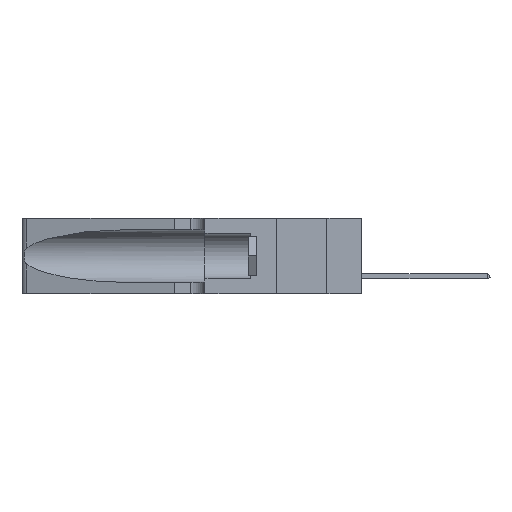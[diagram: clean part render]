
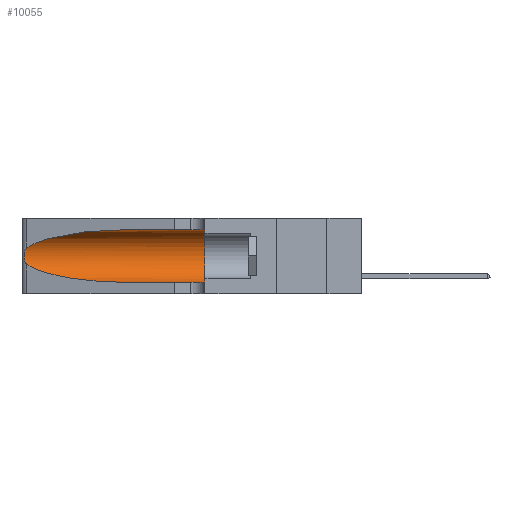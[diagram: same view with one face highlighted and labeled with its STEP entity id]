
A CAD part, left-side view. The second image highlights one B-rep face of the part: STEP entity #10055.
In plain terms, the highlighted cylindrical face has radius 3.308 mm (diameter 6.617 mm), a partial arc.
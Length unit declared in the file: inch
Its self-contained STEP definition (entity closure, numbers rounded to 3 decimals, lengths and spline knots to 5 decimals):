
#855 = DIRECTION ( 'NONE',  ( 0., -1., 0. ) ) ;
#1567 = CARTESIAN_POINT ( 'NONE',  ( 0.25487, 1.22718, 0.22369 ) ) ;
#1708 = CARTESIAN_POINT ( 'NONE',  ( 0.18966, 0.96281, 0.31525 ) ) ;
#1880 = CARTESIAN_POINT ( 'NONE',  ( 0.26017, 1.23833, 0.17102 ) ) ;
#1945 = VERTEX_POINT ( 'NONE', #5898 ) ;
#2099 = EDGE_CURVE ( 'NONE', #5595, #19428, #26725, .T. ) ;
#5145 = DIRECTION ( 'NONE',  ( 0., 1., 0. ) ) ;
#5289 = LINE ( 'NONE', #24870, #8783 ) ;
#5356 = AXIS2_PLACEMENT_3D ( 'NONE', #33874, #5145, #37047 ) ;
#5423 = VERTEX_POINT ( 'NONE', #39990 ) ;
#5499 = CARTESIAN_POINT ( 'NONE',  ( 0.25555, 1.22994, 0.2215 ) ) ;
#5595 = VERTEX_POINT ( 'NONE', #38072 ) ;
#5633 = CARTESIAN_POINT ( 'NONE',  ( 0.25555, 1.22993, 0.14849 ) ) ;
#5898 = CARTESIAN_POINT ( 'NONE',  ( 0.25487, 1.22718, 0.14631 ) ) ;
#6372 = EDGE_CURVE ( 'NONE', #13657, #15400, #16877, .T. ) ;
#8057 = EDGE_LOOP ( 'NONE', ( #40447, #24602, #34783, #11450, #27769, #18797 ) ) ;
#8492 = EDGE_CURVE ( 'NONE', #5423, #19428, #5289, .T. ) ;
#8757 = VECTOR ( 'NONE', #14288, 39.37008 ) ;
#8783 = VECTOR ( 'NONE', #34443, 39.37008 ) ;
#9516 = B_SPLINE_CURVE_WITH_KNOTS ( 'NONE', 3,
 ( #24503, #5499, #30892, #37264, #21031, #11504, #33811, #18048, #1880, #36986, #21463, #15002, #5633, #11914 ),
 .UNSPECIFIED., .F., .F.,
 ( 4, 2, 2, 2, 2, 2, 4 ),
 ( 0., 0.00027, 0.00053, 0.00107, 0.0016, 0.00187, 0.00214 ),
 .UNSPECIFIED. ) ;
#10055 = ADVANCED_FACE ( 'NONE', ( #22682 ), #13611, .F. ) ;
#11450 = ORIENTED_EDGE ( 'NONE', *, *, #8492, .T. ) ;
#11504 = CARTESIAN_POINT ( 'NONE',  ( 0.26018, 1.23835, 0.19895 ) ) ;
#11623 = AXIS2_PLACEMENT_3D ( 'NONE', #20535, #855, #35840 ) ;
#11914 = CARTESIAN_POINT ( 'NONE',  ( 0.25487, 1.22718, 0.14631 ) ) ;
#13073 =( BOUNDED_CURVE ( )  B_SPLINE_CURVE ( 3, ( #36712, #17636, #30338, #27304 ),
 .UNSPECIFIED., .F., .F. ) 
 B_SPLINE_CURVE_WITH_KNOTS ( ( 4, 4 ),
 ( 3.44316, 4.71239 ),
 .UNSPECIFIED. ) 
 CURVE ( )  GEOMETRIC_REPRESENTATION_ITEM ( )  RATIONAL_B_SPLINE_CURVE ( ( 1., 0.87, 0.87, 1. ) ) 
 REPRESENTATION_ITEM ( '' )  );
#13611 = CYLINDRICAL_SURFACE ( 'NONE', #11623, 0.13025 ) ;
#13657 = VERTEX_POINT ( 'NONE', #22752 ) ;
#14129 = CARTESIAN_POINT ( 'NONE',  ( 0.2373, 1.15595, 0.28018 ) ) ;
#14288 = DIRECTION ( 'NONE',  ( 0., -1., 0. ) ) ;
#15002 = CARTESIAN_POINT ( 'NONE',  ( 0.25639, 1.23186, 0.15144 ) ) ;
#15400 = VERTEX_POINT ( 'NONE', #35101 ) ;
#16877 =( BOUNDED_CURVE ( )  B_SPLINE_CURVE ( 3, ( #39750, #1708, #14129, #1567 ),
 .UNSPECIFIED., .F., .T. ) 
 B_SPLINE_CURVE_WITH_KNOTS ( ( 4, 4 ),
 ( 1.5708, 2.84003 ),
 .UNSPECIFIED. ) 
 CURVE ( )  GEOMETRIC_REPRESENTATION_ITEM ( )  RATIONAL_B_SPLINE_CURVE ( ( 1., 0.87, 0.87, 1. ) ) 
 REPRESENTATION_ITEM ( '' )  );
#17636 = CARTESIAN_POINT ( 'NONE',  ( 0.2373, 1.15595, 0.08982 ) ) ;
#18048 = CARTESIAN_POINT ( 'NONE',  ( 0.26075, 1.23896, 0.178 ) ) ;
#18226 = LINE ( 'NONE', #30321, #8757 ) ;
#18797 = ORIENTED_EDGE ( 'NONE', *, *, #24081, .F. ) ;
#19428 = VERTEX_POINT ( 'NONE', #20941 ) ;
#20535 = CARTESIAN_POINT ( 'NONE',  ( 0.1305, 1.61858, 0.185 ) ) ;
#20941 = CARTESIAN_POINT ( 'NONE',  ( 0.1305, 0.35, 0.05475 ) ) ;
#21031 = CARTESIAN_POINT ( 'NONE',  ( 0.25854, 1.2359, 0.20912 ) ) ;
#21463 = CARTESIAN_POINT ( 'NONE',  ( 0.25789, 1.23486, 0.15765 ) ) ;
#22682 = FACE_OUTER_BOUND ( 'NONE', #8057, .T. ) ;
#22752 = CARTESIAN_POINT ( 'NONE',  ( 0.1305, 0.72297, 0.31525 ) ) ;
#24081 = EDGE_CURVE ( 'NONE', #13657, #5595, #18226, .T. ) ;
#24503 = CARTESIAN_POINT ( 'NONE',  ( 0.25487, 1.22718, 0.22369 ) ) ;
#24602 = ORIENTED_EDGE ( 'NONE', *, *, #33049, .T. ) ;
#24870 = CARTESIAN_POINT ( 'NONE',  ( 0.1305, 1.61858, 0.05475 ) ) ;
#26725 = CIRCLE ( 'NONE', #5356, 0.13025 ) ;
#27304 = CARTESIAN_POINT ( 'NONE',  ( 0.1305, 0.72297, 0.05475 ) ) ;
#27769 = ORIENTED_EDGE ( 'NONE', *, *, #2099, .F. ) ;
#30321 = CARTESIAN_POINT ( 'NONE',  ( 0.1305, 1.61858, 0.31525 ) ) ;
#30338 = CARTESIAN_POINT ( 'NONE',  ( 0.18966, 0.96281, 0.05475 ) ) ;
#30892 = CARTESIAN_POINT ( 'NONE',  ( 0.25639, 1.23184, 0.21858 ) ) ;
#33049 = EDGE_CURVE ( 'NONE', #15400, #1945, #9516, .T. ) ;
#33811 = CARTESIAN_POINT ( 'NONE',  ( 0.26075, 1.23896, 0.19203 ) ) ;
#33874 = CARTESIAN_POINT ( 'NONE',  ( 0.1305, 0.35, 0.185 ) ) ;
#34443 = DIRECTION ( 'NONE',  ( 0., -1., 0. ) ) ;
#34783 = ORIENTED_EDGE ( 'NONE', *, *, #40836, .T. ) ;
#35101 = CARTESIAN_POINT ( 'NONE',  ( 0.25487, 1.22718, 0.22369 ) ) ;
#35840 = DIRECTION ( 'NONE',  ( 0., 0., -1. ) ) ;
#36712 = CARTESIAN_POINT ( 'NONE',  ( 0.25487, 1.22718, 0.14631 ) ) ;
#36986 = CARTESIAN_POINT ( 'NONE',  ( 0.25856, 1.23593, 0.16098 ) ) ;
#37047 = DIRECTION ( 'NONE',  ( 0., 0., 1. ) ) ;
#37264 = CARTESIAN_POINT ( 'NONE',  ( 0.25787, 1.23484, 0.2124 ) ) ;
#38072 = CARTESIAN_POINT ( 'NONE',  ( 0.1305, 0.35, 0.31525 ) ) ;
#39750 = CARTESIAN_POINT ( 'NONE',  ( 0.1305, 0.72297, 0.31525 ) ) ;
#39990 = CARTESIAN_POINT ( 'NONE',  ( 0.1305, 0.72297, 0.05475 ) ) ;
#40447 = ORIENTED_EDGE ( 'NONE', *, *, #6372, .T. ) ;
#40836 = EDGE_CURVE ( 'NONE', #1945, #5423, #13073, .T. ) ;
